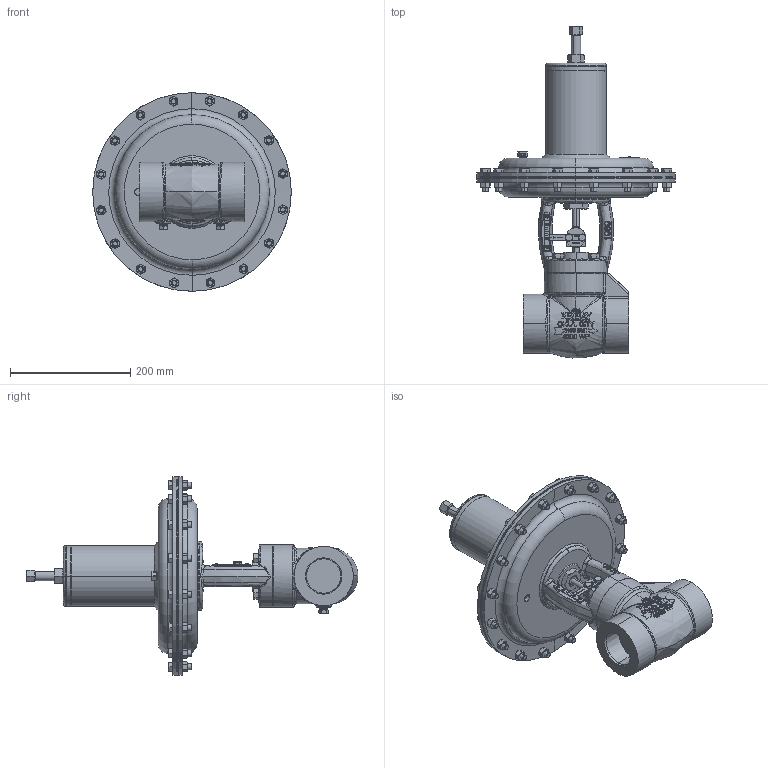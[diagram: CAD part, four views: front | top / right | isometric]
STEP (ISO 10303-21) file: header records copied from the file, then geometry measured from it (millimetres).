
FILE_DESCRIPTION (( 'STEP AP203' ), '1' );
FILE_NAME ('2 INCH 2600 SMT PO W65 TWKS.STEP', '2016-01-12T20:30:20', ( 'PCTech' ), ( 'Microsoft' ), 'SwSTEP 2.0', 'SolidWorks 2015', '' );
FILE_SCHEMA (( 'CONFIG_CONTROL_DESIGN' ));
Products named in the file (1): 2 INCH 2600 SMT PO W65 TWKS
Bounding box: 330.2 x 551.77 x 330.2 mm (x, y, z)
Volume: 6732589.8 mm3; surface area: 867176.8 mm2
Topology: 69 solids, 69 shells, 3278 faces, 7990 edges, 5008 vertices
Faces by surface type: plane 1454, bspline 676, cone 567, cylinder 344, torus 193, sphere 44
Entity records: 154858 total; most frequent: CARTESIAN_POINT 84939, ORIENTED_EDGE 15894, DIRECTION 11972, EDGE_CURVE 7947, VERTEX_POINT 5005, AXIS2_PLACEMENT_3D 4337, EDGE_LOOP 3480, VECTOR 3298
